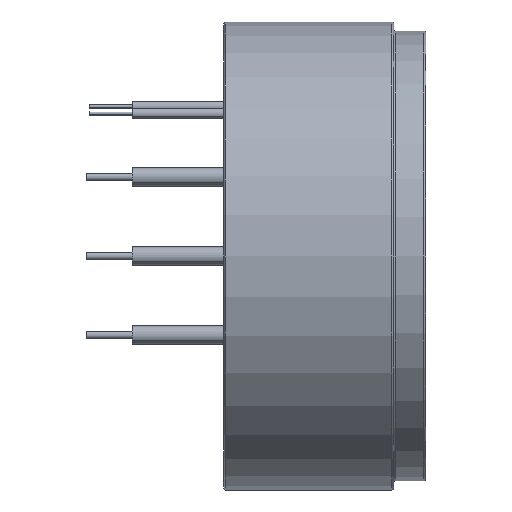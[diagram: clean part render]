
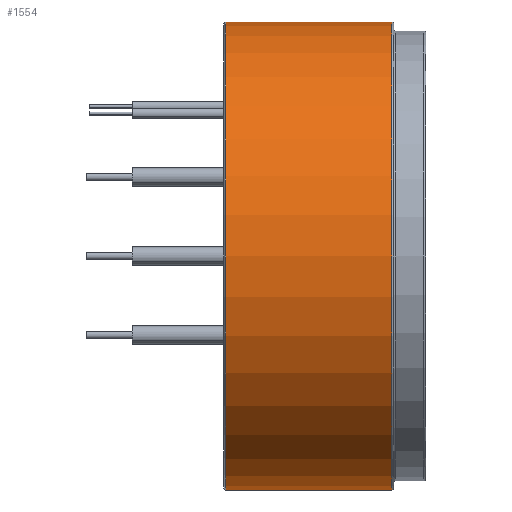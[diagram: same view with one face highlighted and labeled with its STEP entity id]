
A CAD part, left-side view. The second image highlights one B-rep face of the part: STEP entity #1554.
In plain terms, the highlighted cylindrical face has radius 25.5 mm (diameter 51 mm), a partial arc.
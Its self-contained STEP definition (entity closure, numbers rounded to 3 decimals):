
#225 = DIRECTION ( 'NONE',  ( 0., -1., 0. ) ) ;
#277 = CIRCLE ( 'NONE', #1590, 25.5 ) ;
#298 = VERTEX_POINT ( 'NONE', #3041 ) ;
#385 = DIRECTION ( 'NONE',  ( 0., 0., 1. ) ) ;
#476 = CIRCLE ( 'NONE', #2412, 25.5 ) ;
#505 = CARTESIAN_POINT ( 'NONE',  ( 0., 3.7, -25.5 ) ) ;
#561 = LINE ( 'NONE', #757, #3077 ) ;
#728 = FACE_OUTER_BOUND ( 'NONE', #2538, .T. ) ;
#757 = CARTESIAN_POINT ( 'NONE',  ( 0., 0., 25.5 ) ) ;
#772 = VECTOR ( 'NONE', #1123, 1000. ) ;
#869 = CARTESIAN_POINT ( 'NONE',  ( 0., 0., -25.5 ) ) ;
#1123 = DIRECTION ( 'NONE',  ( 0., -1., 0. ) ) ;
#1145 = DIRECTION ( 'NONE',  ( 0., 1., 0. ) ) ;
#1159 = ORIENTED_EDGE ( 'NONE', *, *, #1359, .F. ) ;
#1242 = CARTESIAN_POINT ( 'NONE',  ( 0., 0., 0. ) ) ;
#1359 = EDGE_CURVE ( 'NONE', #1607, #298, #561, .T. ) ;
#1397 = DIRECTION ( 'NONE',  ( 0., 0., -1. ) ) ;
#1456 = DIRECTION ( 'NONE',  ( 0., -1., 0. ) ) ;
#1488 = EDGE_CURVE ( 'NONE', #2467, #1683, #1531, .T. ) ;
#1491 = DIRECTION ( 'NONE',  ( 0., 0., -1. ) ) ;
#1531 = LINE ( 'NONE', #869, #772 ) ;
#1534 = ORIENTED_EDGE ( 'NONE', *, *, #1988, .T. ) ;
#1554 = ADVANCED_FACE ( 'NONE', ( #728 ), #1772, .T. ) ;
#1590 = AXIS2_PLACEMENT_3D ( 'NONE', #2322, #1145, #1397 ) ;
#1607 = VERTEX_POINT ( 'NONE', #3179 ) ;
#1629 = DIRECTION ( 'NONE',  ( 0., -1., 0. ) ) ;
#1683 = VERTEX_POINT ( 'NONE', #505 ) ;
#1772 = CYLINDRICAL_SURFACE ( 'NONE', #3174, 25.5 ) ;
#1903 = ORIENTED_EDGE ( 'NONE', *, *, #1488, .T. ) ;
#1925 = CARTESIAN_POINT ( 'NONE',  ( 0., 21.8, 0. ) ) ;
#1988 = EDGE_CURVE ( 'NONE', #1607, #2467, #476, .T. ) ;
#2091 = CARTESIAN_POINT ( 'NONE',  ( 0., 21.8, -25.5 ) ) ;
#2322 = CARTESIAN_POINT ( 'NONE',  ( 0., 3.7, 0. ) ) ;
#2412 = AXIS2_PLACEMENT_3D ( 'NONE', #1925, #1629, #385 ) ;
#2467 = VERTEX_POINT ( 'NONE', #2091 ) ;
#2538 = EDGE_LOOP ( 'NONE', ( #1159, #1534, #1903, #2856 ) ) ;
#2849 = EDGE_CURVE ( 'NONE', #1683, #298, #277, .T. ) ;
#2856 = ORIENTED_EDGE ( 'NONE', *, *, #2849, .T. ) ;
#3041 = CARTESIAN_POINT ( 'NONE',  ( 0., 3.7, 25.5 ) ) ;
#3077 = VECTOR ( 'NONE', #225, 1000. ) ;
#3174 = AXIS2_PLACEMENT_3D ( 'NONE', #1242, #1456, #1491 ) ;
#3179 = CARTESIAN_POINT ( 'NONE',  ( 0., 21.8, 25.5 ) ) ;
